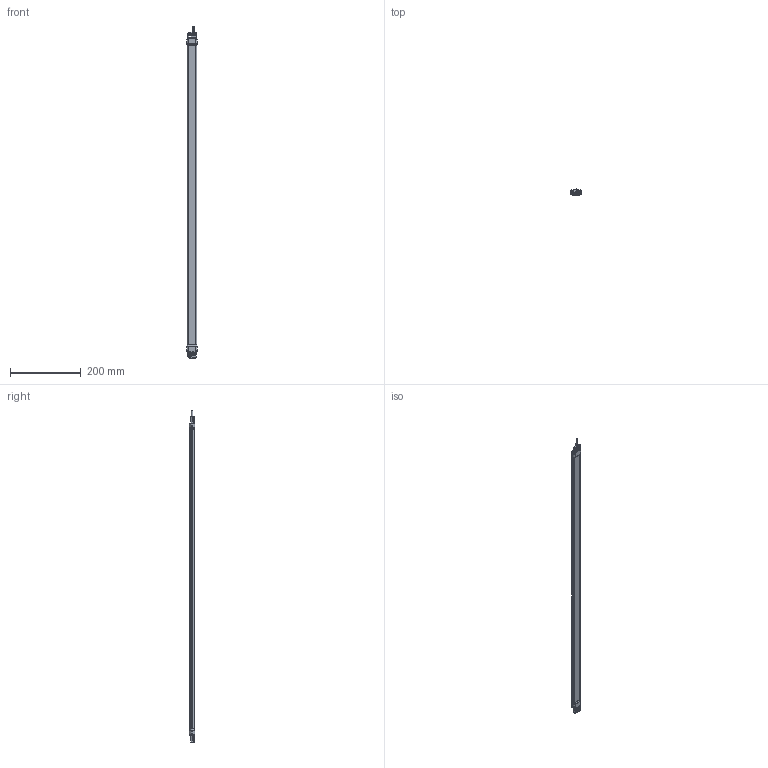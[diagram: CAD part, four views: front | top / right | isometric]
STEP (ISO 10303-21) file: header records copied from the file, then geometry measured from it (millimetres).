
FILE_DESCRIPTION((''),'2;1');
FILE_NAME('198002_ASM','2017-02-06T',('PDMAdmin'),('BANNER ENGINEERING'),'CREO PARAMETRIC BY PTC INC, 2016260','CREO PARAMETRIC BY PTC INC, 2016260','');
FILE_SCHEMA(('CONFIG_CONTROL_DESIGN'));
Length unit declared in the file: millimetre
Products named in the file (10): 195439_AF128; 196699; 196751; 196300_AF128; 114466; WLS15_OVERMOLD_ENDCAP_INPUT; CABLE_4-82MM_AF39; 197364_AF71; WLS15_OVERMOLD_ENDCAP_OUTPUT; 198002_ASM
Assembly tree (9 placements, depth 2):
  198002_ASM
    195439_AF128
    196699
    196751
    196300_AF128
    114466
    WLS15_OVERMOLD_ENDCAP_INPUT
    CABLE_4-82MM_AF39
    197364_AF71
    WLS15_OVERMOLD_ENDCAP_OUTPUT
Bounding box: 30.6 x 15.53 x 938.2 mm (x, y, z)
Volume: 158193.8 mm3; surface area: 188216.2 mm2
Topology: 9 solids, 9 shells, 816 faces, 2120 edges, 1319 vertices
Faces by surface type: cylinder 310, plane 283, bspline 85, torus 64, cone 56, sphere 18
Entity records: 33748 total; most frequent: CARTESIAN_POINT 13898, ORIENTED_EDGE 4240, DIRECTION 4033, EDGE_CURVE 2120, AXIS2_PLACEMENT_3D 1495, VERTEX_POINT 1319, VECTOR 1043, LINE 1043
